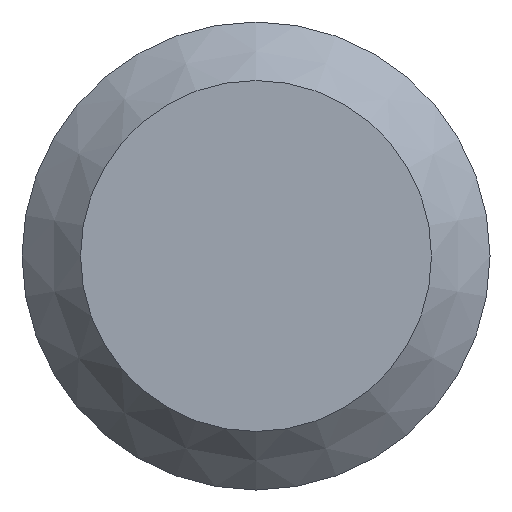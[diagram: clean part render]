
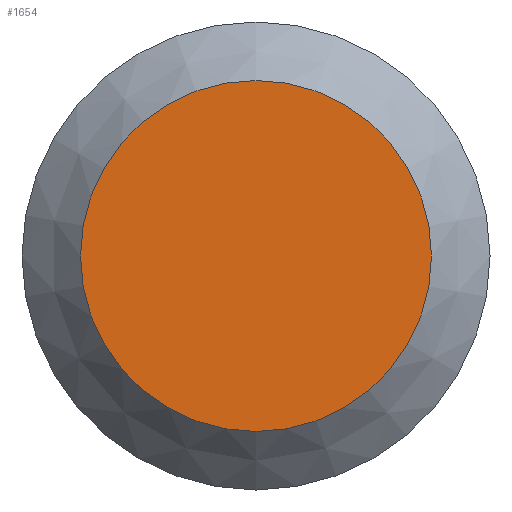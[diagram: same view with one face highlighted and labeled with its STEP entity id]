
A CAD part, front view. The second image highlights one B-rep face of the part: STEP entity #1654.
In plain terms, the highlighted planar face has unit normal (0, -1, 0).
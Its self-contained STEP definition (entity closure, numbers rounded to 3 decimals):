
#164 = CIRCLE ( 'NONE', #15109, 3. ) ;
#355 = CARTESIAN_POINT ( 'NONE',  ( 0., -500., 0. ) ) ;
#406 = FACE_OUTER_BOUND ( 'NONE', #14612, .T. ) ;
#1430 = DIRECTION ( 'NONE',  ( 0., 0., 1. ) ) ;
#1654 = ADVANCED_FACE ( 'NONE', ( #406 ), #7811, .F. ) ;
#1768 = AXIS2_PLACEMENT_3D ( 'NONE', #355, #5113, #1430 ) ;
#4902 = ORIENTED_EDGE ( 'NONE', *, *, #12303, .T. ) ;
#5113 = DIRECTION ( 'NONE',  ( 0., 1., 0. ) ) ;
#6597 = CARTESIAN_POINT ( 'NONE',  ( 0., -500., 0. ) ) ;
#7811 = PLANE ( 'NONE',  #1768 ) ;
#7824 = DIRECTION ( 'NONE',  ( 0., 0., 1. ) ) ;
#8422 = VERTEX_POINT ( 'NONE', #8936 ) ;
#8936 = CARTESIAN_POINT ( 'NONE',  ( 0., -500., 3. ) ) ;
#12303 = EDGE_CURVE ( 'NONE', #8422, #8422, #164, .T. ) ;
#14612 = EDGE_LOOP ( 'NONE', ( #4902 ) ) ;
#15109 = AXIS2_PLACEMENT_3D ( 'NONE', #6597, #15161, #7824 ) ;
#15161 = DIRECTION ( 'NONE',  ( 0., -1., 0. ) ) ;
